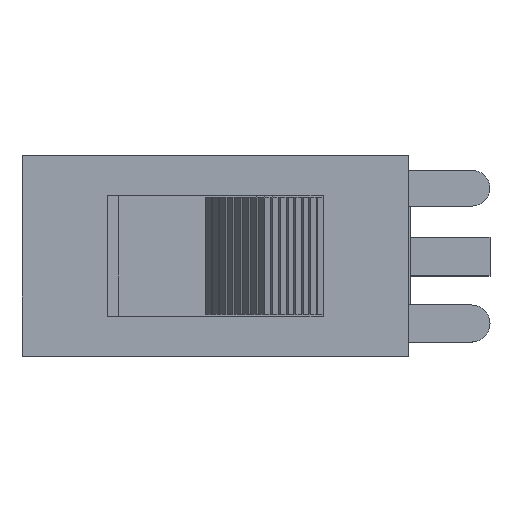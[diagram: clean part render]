
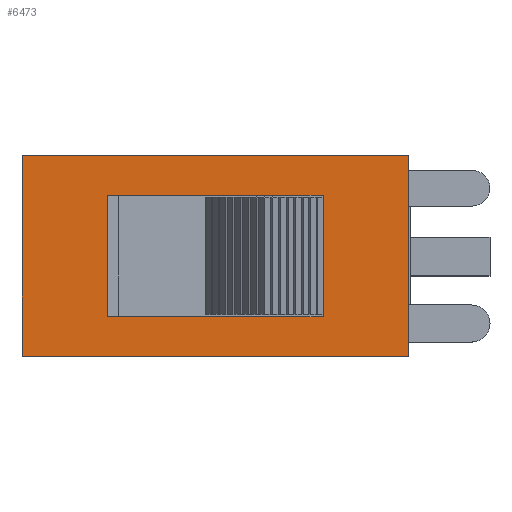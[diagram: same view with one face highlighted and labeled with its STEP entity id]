
A CAD part, top view. The second image highlights one B-rep face of the part: STEP entity #6473.
In plain terms, the highlighted planar face has unit normal (0, 0, 1).
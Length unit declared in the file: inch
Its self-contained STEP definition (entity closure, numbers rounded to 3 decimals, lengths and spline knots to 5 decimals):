
#976=CARTESIAN_POINT('',(0.25,0.12992,0.26417));
#977=VERTEX_POINT('',#976);
#984=CARTESIAN_POINT('',(0.25,-0.12992,0.26417));
#985=VERTEX_POINT('',#984);
#986=CARTESIAN_POINT('',(0.25,0.12992,0.26417));
#987=DIRECTION('',(0.0,-1.0,0.0));
#988=VECTOR('',#987,0.25984);
#989=LINE('',#986,#988);
#990=EDGE_CURVE('',#977,#985,#989,.T.);
#3700=CARTESIAN_POINT('',(0.13976,0.07598,0.26417));
#3701=VERTEX_POINT('',#3700);
#3702=CARTESIAN_POINT('',(0.13976,-0.07598,0.26417));
#3703=VERTEX_POINT('',#3702);
#3704=CARTESIAN_POINT('',(0.13976,0.07598,0.26417));
#3705=DIRECTION('',(0.0,-1.0,0.0));
#3706=VECTOR('',#3705,0.15197);
#3707=LINE('',#3704,#3706);
#3708=EDGE_CURVE('',#3701,#3703,#3707,.T.);
#5181=CARTESIAN_POINT('',(0.13976,0.07874,0.26417));
#5182=VERTEX_POINT('',#5181);
#5183=CARTESIAN_POINT('',(0.13976,0.07874,0.26417));
#5184=DIRECTION('',(0.0,-1.0,0.0));
#5185=VECTOR('',#5184,0.00276);
#5186=LINE('',#5183,#5185);
#5187=EDGE_CURVE('',#5182,#3701,#5186,.T.);
#6409=CARTESIAN_POINT('',(-0.275,-0.14291,0.26417));
#6410=DIRECTION('',(0.0,0.0,1.0));
#6411=DIRECTION('',(1.0,0.0,0.0));
#6412=AXIS2_PLACEMENT_3D('',#6409,#6410,#6411);
#6413=PLANE('',#6412);
#6414=CARTESIAN_POINT('',(-0.25,-0.12992,0.26417));
#6415=VERTEX_POINT('',#6414);
#6416=CARTESIAN_POINT('',(-0.25,0.12992,0.26417));
#6417=VERTEX_POINT('',#6416);
#6418=CARTESIAN_POINT('',(-0.25,-0.12992,0.26417));
#6419=DIRECTION('',(0.0,1.0,0.0));
#6420=VECTOR('',#6419,0.25984);
#6421=LINE('',#6418,#6420);
#6422=EDGE_CURVE('',#6415,#6417,#6421,.T.);
#6423=ORIENTED_EDGE('',*,*,#6422,.F.);
#6424=CARTESIAN_POINT('',(0.25,-0.12992,0.26417));
#6425=DIRECTION('',(-1.0,0.0,0.0));
#6426=VECTOR('',#6425,0.5);
#6427=LINE('',#6424,#6426);
#6428=EDGE_CURVE('',#985,#6415,#6427,.T.);
#6429=ORIENTED_EDGE('',*,*,#6428,.F.);
#6430=ORIENTED_EDGE('',*,*,#990,.F.);
#6431=CARTESIAN_POINT('',(-0.25,0.12992,0.26417));
#6432=DIRECTION('',(1.0,0.0,0.0));
#6433=VECTOR('',#6432,0.5);
#6434=LINE('',#6431,#6433);
#6435=EDGE_CURVE('',#6417,#977,#6434,.T.);
#6436=ORIENTED_EDGE('',*,*,#6435,.F.);
#6437=EDGE_LOOP('',(#6423,#6429,#6430,#6436));
#6438=FACE_OUTER_BOUND('',#6437,.T.);
#6439=ORIENTED_EDGE('',*,*,#5187,.T.);
#6440=ORIENTED_EDGE('',*,*,#3708,.T.);
#6441=CARTESIAN_POINT('',(0.13976,-0.07874,0.26417));
#6442=VERTEX_POINT('',#6441);
#6443=CARTESIAN_POINT('',(0.13976,-0.07598,0.26417));
#6444=DIRECTION('',(0.0,-1.0,0.0));
#6445=VECTOR('',#6444,0.00276);
#6446=LINE('',#6443,#6445);
#6447=EDGE_CURVE('',#3703,#6442,#6446,.T.);
#6448=ORIENTED_EDGE('',*,*,#6447,.T.);
#6449=CARTESIAN_POINT('',(-0.13976,-0.07874,0.26417));
#6450=VERTEX_POINT('',#6449);
#6451=CARTESIAN_POINT('',(0.13976,-0.07874,0.26417));
#6452=DIRECTION('',(-1.0,0.0,0.0));
#6453=VECTOR('',#6452,0.27953);
#6454=LINE('',#6451,#6453);
#6455=EDGE_CURVE('',#6442,#6450,#6454,.T.);
#6456=ORIENTED_EDGE('',*,*,#6455,.T.);
#6457=CARTESIAN_POINT('',(-0.13976,0.07874,0.26417));
#6458=VERTEX_POINT('',#6457);
#6459=CARTESIAN_POINT('',(-0.13976,-0.07874,0.26417));
#6460=DIRECTION('',(0.0,1.0,0.0));
#6461=VECTOR('',#6460,0.15748);
#6462=LINE('',#6459,#6461);
#6463=EDGE_CURVE('',#6450,#6458,#6462,.T.);
#6464=ORIENTED_EDGE('',*,*,#6463,.T.);
#6465=CARTESIAN_POINT('',(-0.13976,0.07874,0.26417));
#6466=DIRECTION('',(1.0,0.0,0.0));
#6467=VECTOR('',#6466,0.27953);
#6468=LINE('',#6465,#6467);
#6469=EDGE_CURVE('',#6458,#5182,#6468,.T.);
#6470=ORIENTED_EDGE('',*,*,#6469,.T.);
#6471=EDGE_LOOP('',(#6439,#6440,#6448,#6456,#6464,#6470));
#6472=FACE_BOUND('',#6471,.T.);
#6473=ADVANCED_FACE('',(#6438,#6472),#6413,.T.);
